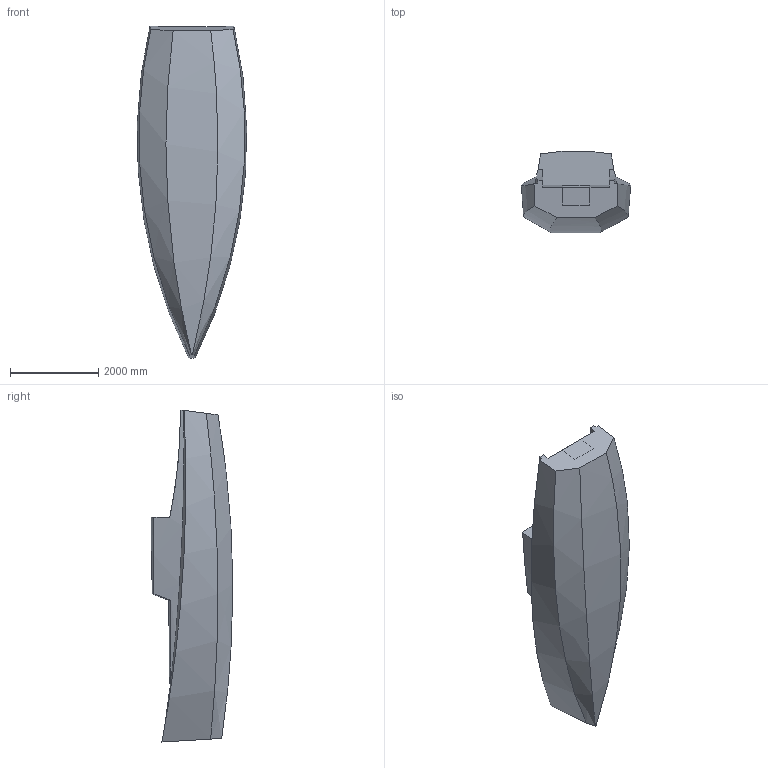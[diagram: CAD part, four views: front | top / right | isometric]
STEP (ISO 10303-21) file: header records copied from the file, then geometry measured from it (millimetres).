
FILE_DESCRIPTION(('Open CASCADE Model'),'2;1');
FILE_NAME('Open CASCADE Shape Model','2024-04-07T17:21:23',('Author'),( 'Open CASCADE'),'Open CASCADE STEP processor 7.5','Open CASCADE 7.5' ,'Unknown');
FILE_SCHEMA(('AUTOMOTIVE_DESIGN { 1 0 10303 214 1 1 1 1 }'));
Length unit declared in the file: metre
Products named in the file (1): Open CASCADE STEP translator 7.5 1
Bounding box: 2472.11 x 1842.67 x 7509.83 mm (x, y, z)
Volume: 15677390712.6 mm3; surface area: 50346524.6 mm2
Topology: 1 solids, 1 shells, 25 faces, 67 edges, 45 vertices
Faces by surface type: plane 12, bspline 7, cylinder 3, cone 3
Entity records: 26539 total; most frequent: CARTESIAN_POINT 25342, DIRECTION 164, ORIENTED_EDGE 134, PCURVE 134, DEFINITIONAL_REPRESENTATION 134, LINE 110, VECTOR 110, B_SPLINE_CURVE_WITH_KNOTS 79
